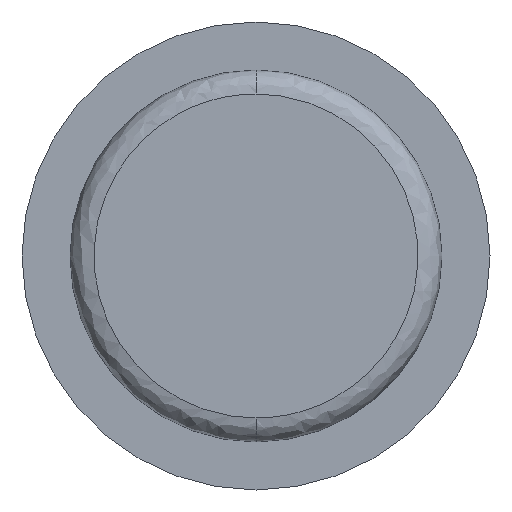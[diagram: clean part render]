
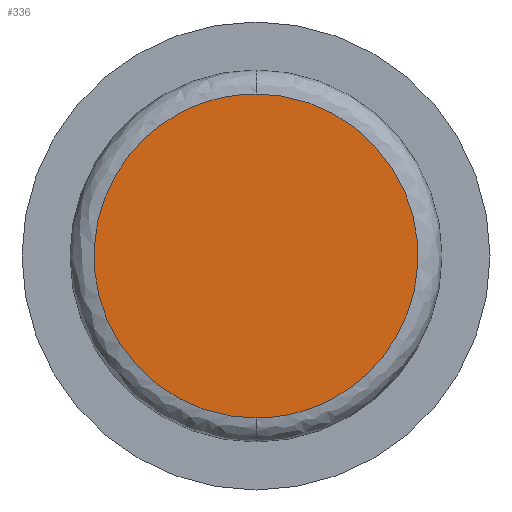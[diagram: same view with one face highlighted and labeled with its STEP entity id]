
A CAD part, front view. The second image highlights one B-rep face of the part: STEP entity #336.
In plain terms, the highlighted planar face has unit normal (0, -1, 0).
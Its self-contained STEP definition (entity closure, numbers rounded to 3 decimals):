
#28 = AXIS2_PLACEMENT_3D ( 'NONE', #449, #108, #551 ) ;
#56 =( BOUNDED_CURVE ( )  B_SPLINE_CURVE ( 3, ( #314, #311, #608, #76 ),
 .UNSPECIFIED., .F., .F. ) 
 B_SPLINE_CURVE_WITH_KNOTS ( ( 4, 4 ),
 ( 0.25, 0.75 ),
 .UNSPECIFIED. ) 
 CURVE ( )  GEOMETRIC_REPRESENTATION_ITEM ( )  RATIONAL_B_SPLINE_CURVE ( ( 1., 0.333, 0.333, 1. ) ) 
 REPRESENTATION_ITEM ( '' )  );
#76 = CARTESIAN_POINT ( 'NONE',  ( 0., -2., -13.5 ) ) ;
#108 = DIRECTION ( 'NONE',  ( 0., -1., 0. ) ) ;
#131 = CARTESIAN_POINT ( 'NONE',  ( 0., -2., 13.5 ) ) ;
#167 = CARTESIAN_POINT ( 'NONE',  ( -27., -2., -13.5 ) ) ;
#173 = CARTESIAN_POINT ( 'NONE',  ( -27., -2., 13.5 ) ) ;
#260 = CARTESIAN_POINT ( 'NONE',  ( 0., -2., 13.5 ) ) ;
#270 = CARTESIAN_POINT ( 'NONE',  ( 0., -2., -13.5 ) ) ;
#272 = ORIENTED_EDGE ( 'NONE', *, *, #392, .F. ) ;
#296 = FACE_OUTER_BOUND ( 'NONE', #511, .T. ) ;
#311 = CARTESIAN_POINT ( 'NONE',  ( 27., -2., 13.5 ) ) ;
#314 = CARTESIAN_POINT ( 'NONE',  ( 0., -2., 13.5 ) ) ;
#336 = ADVANCED_FACE ( 'NONE', ( #296 ), #407, .T. ) ;
#344 = ORIENTED_EDGE ( 'NONE', *, *, #434, .F. ) ;
#346 =( BOUNDED_CURVE ( )  B_SPLINE_CURVE ( 3, ( #566, #167, #173, #260 ),
 .UNSPECIFIED., .F., .F. ) 
 B_SPLINE_CURVE_WITH_KNOTS ( ( 4, 4 ),
 ( 0.75, 1.25 ),
 .UNSPECIFIED. ) 
 CURVE ( )  GEOMETRIC_REPRESENTATION_ITEM ( )  RATIONAL_B_SPLINE_CURVE ( ( 1., 0.333, 0.333, 1. ) ) 
 REPRESENTATION_ITEM ( '' )  );
#392 = EDGE_CURVE ( 'NONE', #488, #544, #56, .T. ) ;
#407 = PLANE ( 'NONE',  #28 ) ;
#434 = EDGE_CURVE ( 'NONE', #544, #488, #346, .T. ) ;
#449 = CARTESIAN_POINT ( 'NONE',  ( -6.75, -2., 0. ) ) ;
#488 = VERTEX_POINT ( 'NONE', #131 ) ;
#511 = EDGE_LOOP ( 'NONE', ( #272, #344 ) ) ;
#544 = VERTEX_POINT ( 'NONE', #270 ) ;
#551 = DIRECTION ( 'NONE',  ( 0., 0., -1. ) ) ;
#566 = CARTESIAN_POINT ( 'NONE',  ( 0., -2., -13.5 ) ) ;
#608 = CARTESIAN_POINT ( 'NONE',  ( 27., -2., -13.5 ) ) ;
